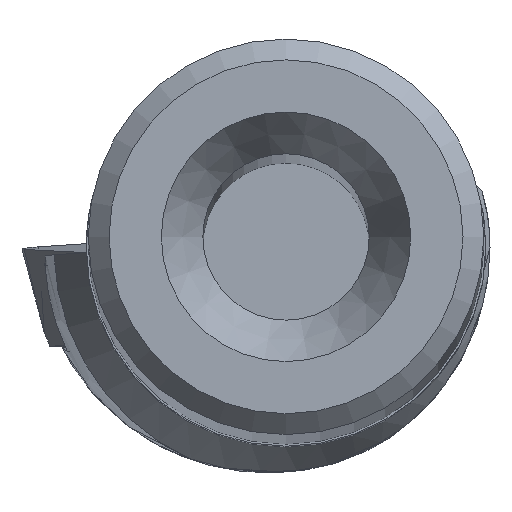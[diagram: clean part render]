
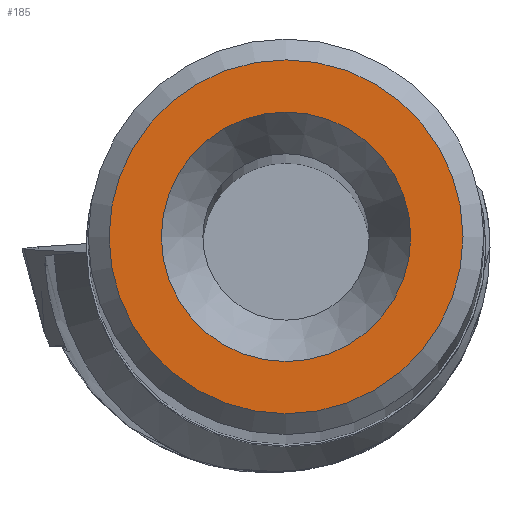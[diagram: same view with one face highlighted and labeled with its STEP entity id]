
A CAD part, top view. The second image highlights one B-rep face of the part: STEP entity #185.
In plain terms, the highlighted planar face has unit normal (0, 0, 1).
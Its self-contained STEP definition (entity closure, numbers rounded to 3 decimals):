
#185=ADVANCED_FACE('',(#366,#367),#221,.T.);
#221=PLANE('',#948);
#366=FACE_BOUND('',#407,.T.);
#367=FACE_BOUND('',#408,.T.);
#407=EDGE_LOOP('',(#521));
#408=EDGE_LOOP('',(#522));
#521=ORIENTED_EDGE('',*,*,#769,.F.);
#522=ORIENTED_EDGE('',*,*,#770,.T.);
#687=VERTEX_POINT('',#1400);
#688=VERTEX_POINT('',#1402);
#769=EDGE_CURVE('',#687,#687,#832,.T.);
#770=EDGE_CURVE('',#688,#688,#833,.T.);
#832=CIRCLE('',#946,3.);
#833=CIRCLE('',#947,4.256);
#946=AXIS2_PLACEMENT_3D('',#1399,#1097,#1098);
#947=AXIS2_PLACEMENT_3D('',#1401,#1099,#1100);
#948=AXIS2_PLACEMENT_3D('',#1403,#1101,#1102);
#1097=DIRECTION('',(0.,0.,1.));
#1098=DIRECTION('',(1.,0.,0.));
#1099=DIRECTION('',(0.,0.,1.));
#1100=DIRECTION('',(1.,0.,0.));
#1101=DIRECTION('',(0.,0.,1.));
#1102=DIRECTION('',(1.,0.,0.));
#1399=CARTESIAN_POINT('',(0.,0.,0.));
#1400=CARTESIAN_POINT('',(3.,0.,0.));
#1401=CARTESIAN_POINT('',(0.,0.,0.));
#1402=CARTESIAN_POINT('',(4.256,0.,0.));
#1403=CARTESIAN_POINT('',(0.,0.,0.));
